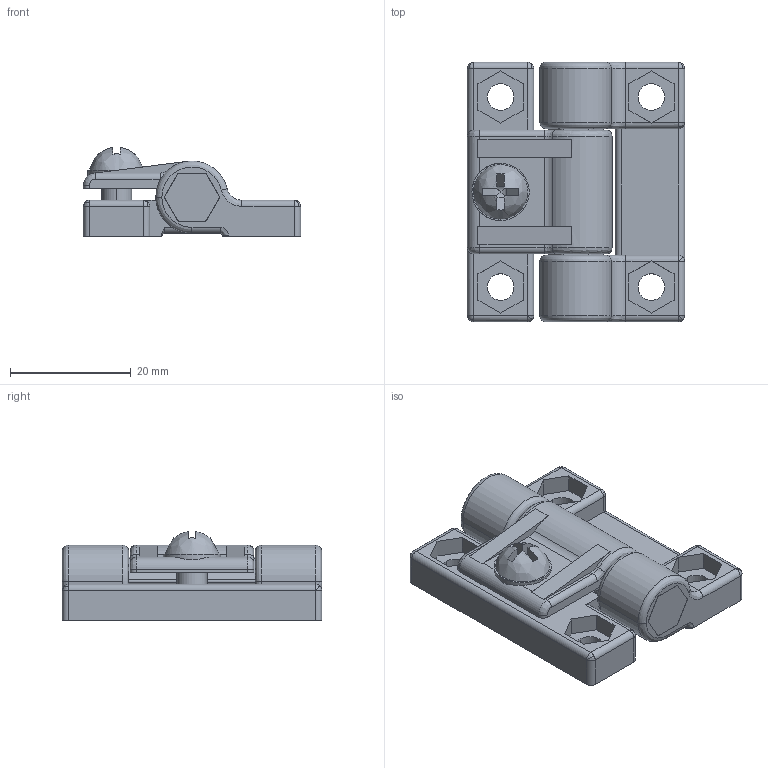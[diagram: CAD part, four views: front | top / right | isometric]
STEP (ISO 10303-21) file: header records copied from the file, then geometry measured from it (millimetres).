
FILE_DESCRIPTION(/* description */ (''),/* implementation_level */ '2;1');
FILE_NAME(/* name */ 'JL272',/* time_stamp */ '2024-12-21T11:29:11+08:00',/* author */ (''),/* organization */ (''),/* preprocessor_version */ 'ST-DEVELOPER v19.2',/* originating_system */ 'Rhino 8.5',/* authorisation */ '');
FILE_SCHEMA (('CONFIG_CONTROL_DESIGN'));
Length unit declared in the file: millimetre
Products named in the file (1): Document
Bounding box: 36 x 43 x 14.72 mm (x, y, z)
Volume: 9746.1 mm3; surface area: 9039.8 mm2
Topology: 7 solids, 8 shells, 359 faces, 1138 edges, 988 vertices
Faces by surface type: plane 147, cylinder 131, bspline 81
Entity records: 14918 total; most frequent: CARTESIAN_POINT 7135, ORIENTED_EDGE 1794, DIRECTION 1006, EDGE_CURVE 899, B_SPLINE_CURVE_WITH_KNOTS 650, AXIS2_PLACEMENT_3D 642, VERTEX_POINT 560, EDGE_LOOP 383
